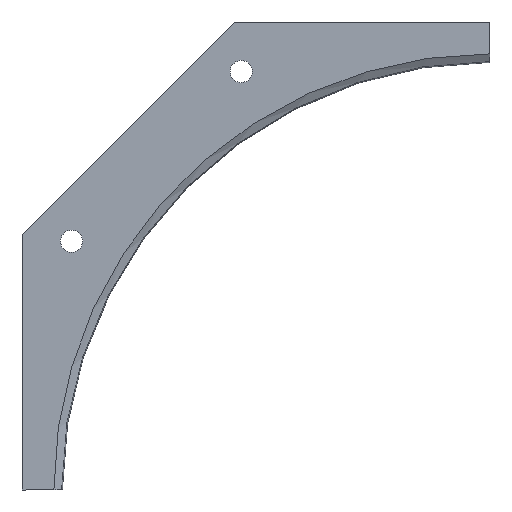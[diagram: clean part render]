
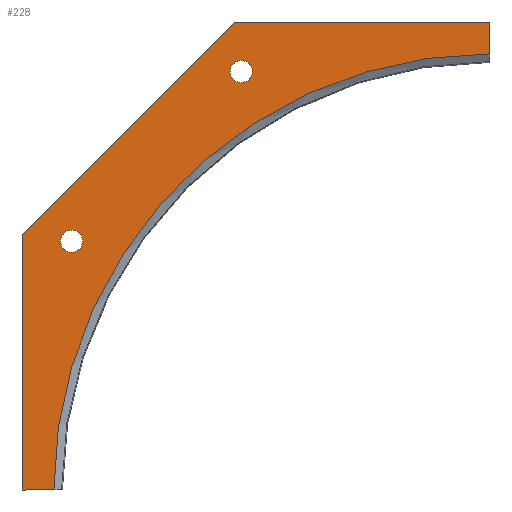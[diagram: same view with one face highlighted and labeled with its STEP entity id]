
A CAD part, front view. The second image highlights one B-rep face of the part: STEP entity #228.
In plain terms, the highlighted planar face has unit normal (0, -1, 0).
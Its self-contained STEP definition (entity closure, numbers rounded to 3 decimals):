
#15=FACE_BOUND('',#46,.T.);
#16=FACE_BOUND('',#47,.T.);
#33=FACE_OUTER_BOUND('',#45,.T.);
#45=EDGE_LOOP('',(#192,#193,#194,#195,#196,#197));
#46=EDGE_LOOP('',(#198));
#47=EDGE_LOOP('',(#199));
#57=CIRCLE('',#264,88.529);
#59=CIRCLE('',#267,2.25);
#61=CIRCLE('',#271,2.25);
#62=LINE('',#346,#82);
#70=LINE('',#365,#90);
#73=LINE('',#385,#93);
#79=LINE('',#399,#99);
#80=LINE('',#401,#100);
#82=VECTOR('',#280,10.);
#90=VECTOR('',#292,10.);
#93=VECTOR('',#319,10.);
#99=VECTOR('',#333,10.);
#100=VECTOR('',#336,10.);
#102=VERTEX_POINT('',#344);
#103=VERTEX_POINT('',#345);
#111=VERTEX_POINT('',#362);
#112=VERTEX_POINT('',#364);
#115=VERTEX_POINT('',#379);
#116=VERTEX_POINT('',#383);
#117=VERTEX_POINT('',#384);
#121=VERTEX_POINT('',#394);
#122=EDGE_CURVE('',#102,#103,#62,.T.);
#131=EDGE_CURVE('',#112,#111,#70,.T.);
#137=EDGE_CURVE('',#103,#112,#57,.T.);
#140=EDGE_CURVE('',#115,#115,#59,.T.);
#141=EDGE_CURVE('',#116,#117,#73,.T.);
#147=EDGE_CURVE('',#121,#121,#61,.T.);
#149=EDGE_CURVE('',#116,#111,#79,.T.);
#150=EDGE_CURVE('',#102,#117,#80,.T.);
#192=ORIENTED_EDGE('',*,*,#122,.T.);
#193=ORIENTED_EDGE('',*,*,#137,.T.);
#194=ORIENTED_EDGE('',*,*,#131,.T.);
#195=ORIENTED_EDGE('',*,*,#149,.F.);
#196=ORIENTED_EDGE('',*,*,#141,.T.);
#197=ORIENTED_EDGE('',*,*,#150,.F.);
#198=ORIENTED_EDGE('',*,*,#147,.T.);
#199=ORIENTED_EDGE('',*,*,#140,.T.);
#216=PLANE('',#273);
#228=ADVANCED_FACE('',(#33,#15,#16),#216,.T.);
#264=AXIS2_PLACEMENT_3D('',#375,#308,#309);
#267=AXIS2_PLACEMENT_3D('',#381,#315,#316);
#271=AXIS2_PLACEMENT_3D('',#396,#328,#329);
#273=AXIS2_PLACEMENT_3D('',#400,#334,#335);
#280=DIRECTION('',(1.,0.,0.));
#292=DIRECTION('',(0.,0.,1.));
#308=DIRECTION('center_axis',(0.,1.,0.));
#309=DIRECTION('ref_axis',(1.,0.,0.));
#315=DIRECTION('center_axis',(0.,1.,0.));
#316=DIRECTION('ref_axis',(1.,0.,0.));
#319=DIRECTION('',(-0.707,0.,-0.707));
#328=DIRECTION('center_axis',(0.,1.,0.));
#329=DIRECTION('ref_axis',(1.,0.,0.));
#333=DIRECTION('',(1.,0.,0.));
#334=DIRECTION('center_axis',(0.,-1.,0.));
#335=DIRECTION('ref_axis',(0.,0.,-1.));
#336=DIRECTION('',(0.,0.,1.));
#344=CARTESIAN_POINT('',(-18.5,-5.5,0.));
#345=CARTESIAN_POINT('',(-12.029,-5.5,0.));
#346=CARTESIAN_POINT('',(31.449,-5.5,0.));
#362=CARTESIAN_POINT('',(76.5,-5.5,95.));
#364=CARTESIAN_POINT('',(76.5,-5.5,88.529));
#365=CARTESIAN_POINT('',(76.5,-5.5,47.5));
#375=CARTESIAN_POINT('Origin',(76.5,-5.5,0.));
#379=CARTESIAN_POINT('',(-10.699,-5.5,50.503));
#381=CARTESIAN_POINT('Origin',(-8.449,-5.5,50.503));
#383=CARTESIAN_POINT('',(24.734,-5.5,95.));
#384=CARTESIAN_POINT('',(-18.5,-5.5,51.766));
#385=CARTESIAN_POINT('',(-30.217,-5.5,40.049));
#394=CARTESIAN_POINT('',(23.747,-5.5,84.949));
#396=CARTESIAN_POINT('Origin',(25.997,-5.5,84.949));
#399=CARTESIAN_POINT('',(124.,-5.5,95.));
#400=CARTESIAN_POINT('Origin',(-13.602,-5.5,0.));
#401=CARTESIAN_POINT('',(-18.5,-5.5,47.5));
